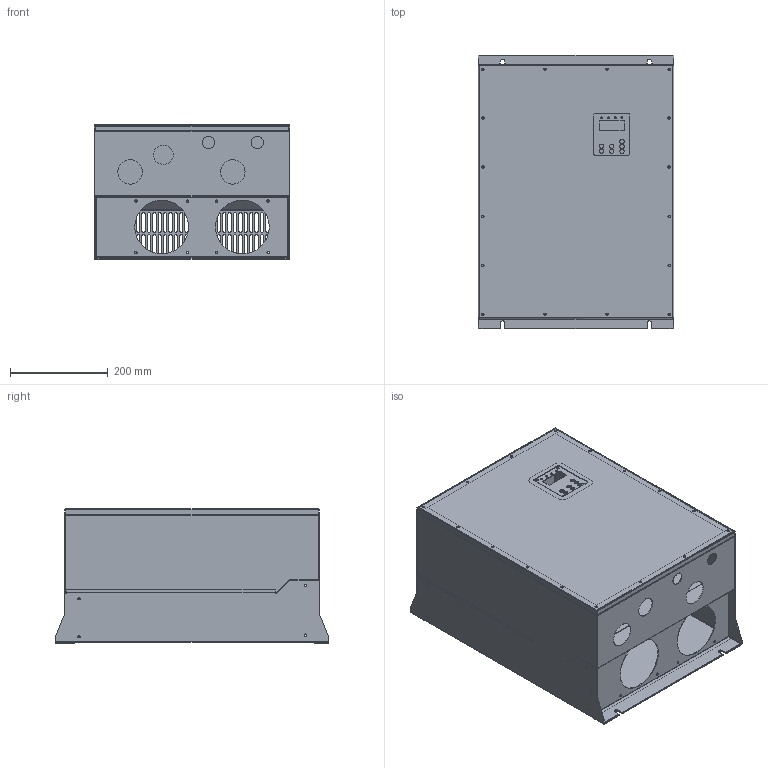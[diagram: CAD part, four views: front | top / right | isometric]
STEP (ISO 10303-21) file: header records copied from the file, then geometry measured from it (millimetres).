
FILE_DESCRIPTION((''),'2;1');
FILE_NAME('BC2ZP01_ASM_ASM','2021-07-30T16:11:03',('CHEN'),(''),'CREO PARAMETRIC BY PTC INC, 2020053','CREO PARAMETRIC BY PTC INC, 2020053','');
FILE_SCHEMA(('CONFIG_CONTROL_DESIGN'));
Length unit declared in the file: millimetre
Products named in the file (1): BC2ZP01_ASM_ASM
Bounding box: 400 x 560 x 275.1 mm (x, y, z)
Volume: 450799.3 mm3; surface area: 2300558.1 mm2
Topology: 33 solids, 35 shells, 1170 faces, 2898 edges, 1772 vertices
Faces by surface type: plane 584, cylinder 562, bspline 24
Entity records: 36148 total; most frequent: CARTESIAN_POINT 7066, DIRECTION 6244, ORIENTED_EDGE 5772, EDGE_CURVE 2898, AXIS2_PLACEMENT_3D 2247, VERTEX_POINT 1772, VECTOR 1750, LINE 1750
